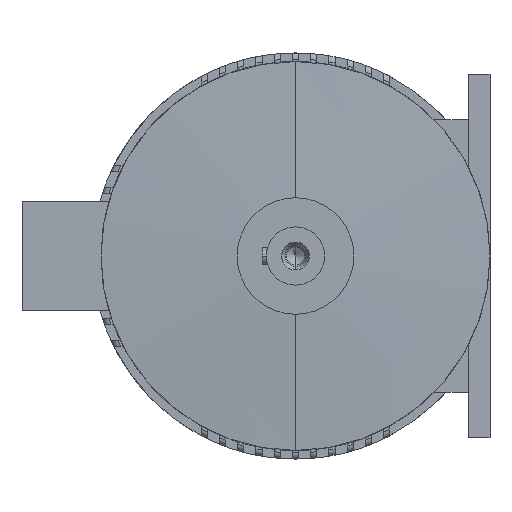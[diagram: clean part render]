
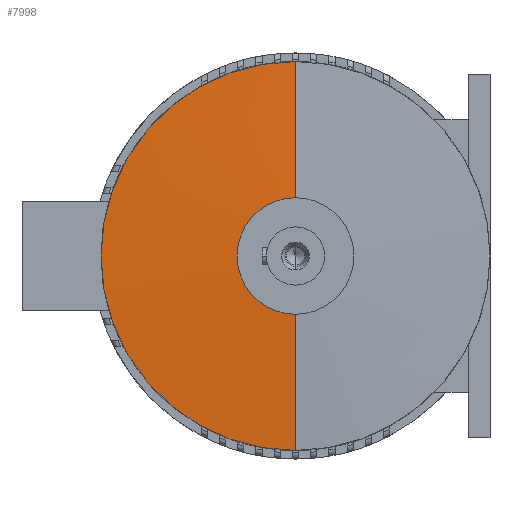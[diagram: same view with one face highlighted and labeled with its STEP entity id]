
A CAD part, left-side view. The second image highlights one B-rep face of the part: STEP entity #7998.
In plain terms, the highlighted conical face has half-angle 87.087 degrees and reference radius 160 mm.
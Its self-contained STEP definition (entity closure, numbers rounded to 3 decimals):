
#651 = CARTESIAN_POINT ( 'NONE',  ( 152.3, 0., -160. ) ) ;
#653 = CARTESIAN_POINT ( 'NONE',  ( 152.3, 0., 160. ) ) ;
#661 = CARTESIAN_POINT ( 'NONE',  ( 146.6, 0., -48. ) ) ;
#662 = CARTESIAN_POINT ( 'NONE',  ( 146.6, 0., 48. ) ) ;
#850 = VERTEX_POINT ( 'NONE', #662 ) ;
#851 = VERTEX_POINT ( 'NONE', #661 ) ;
#859 = VERTEX_POINT ( 'NONE', #653 ) ;
#861 = VERTEX_POINT ( 'NONE', #651 ) ;
#3123 = FACE_OUTER_BOUND ( 'NONE', #7648, .T. ) ;
#3129 = CONICAL_SURFACE ( 'NONE', #7210, 160., 1.52 ) ;
#3485 = LINE ( 'NONE', #4177, #3492 ) ;
#3492 = VECTOR ( 'NONE', #4176, 1000. ) ;
#3498 = LINE ( 'NONE', #4164, #3499 ) ;
#3499 = VECTOR ( 'NONE', #4163, 1000. ) ;
#3500 = CIRCLE ( 'NONE', #7057, 48. ) ;
#3502 = CIRCLE ( 'NONE', #7058, 160. ) ;
#4163 = DIRECTION ( 'NONE',  ( 0.051, 0., -0.999 ) ) ;
#4164 = CARTESIAN_POINT ( 'NONE',  ( 152.3, 0., -160. ) ) ;
#4165 = DIRECTION ( 'NONE',  ( 0., 0., 1. ) ) ;
#4166 = DIRECTION ( 'NONE',  ( -1., 0., 0. ) ) ;
#4170 = DIRECTION ( 'NONE',  ( 0., 0., 1. ) ) ;
#4171 = DIRECTION ( 'NONE',  ( -1., 0., 0. ) ) ;
#4173 = CARTESIAN_POINT ( 'NONE',  ( 146.6, 0., 0. ) ) ;
#4175 = CARTESIAN_POINT ( 'NONE',  ( 152.3, 0., 0. ) ) ;
#4176 = DIRECTION ( 'NONE',  ( 0.051, 0., 0.999 ) ) ;
#4177 = CARTESIAN_POINT ( 'NONE',  ( 152.3, 0., 160. ) ) ;
#6462 = EDGE_CURVE ( 'NONE', #850, #859, #3485, .T. ) ;
#6464 = EDGE_CURVE ( 'NONE', #850, #851, #3500, .T. ) ;
#6466 = EDGE_CURVE ( 'NONE', #859, #861, #3502, .T. ) ;
#6467 = EDGE_CURVE ( 'NONE', #851, #861, #3498, .T. ) ;
#6476 = ORIENTED_EDGE ( 'NONE', *, *, #6462, .T. ) ;
#6480 = ORIENTED_EDGE ( 'NONE', *, *, #6466, .T. ) ;
#6520 = ORIENTED_EDGE ( 'NONE', *, *, #6467, .F. ) ;
#6529 = ORIENTED_EDGE ( 'NONE', *, *, #6464, .F. ) ;
#7057 = AXIS2_PLACEMENT_3D ( 'NONE', #4173, #4171, #4170 ) ;
#7058 = AXIS2_PLACEMENT_3D ( 'NONE', #4175, #4166, #4165 ) ;
#7210 = AXIS2_PLACEMENT_3D ( 'NONE', #9284, #9283, #9288 ) ;
#7648 = EDGE_LOOP ( 'NONE', ( #6529, #6476, #6480, #6520 ) ) ;
#7998 = ADVANCED_FACE ( 'NONE', ( #3123 ), #3129, .T. ) ;
#9283 = DIRECTION ( 'NONE',  ( 1., 0., 0. ) ) ;
#9284 = CARTESIAN_POINT ( 'NONE',  ( 152.3, 0., 0. ) ) ;
#9288 = DIRECTION ( 'NONE',  ( 0., 0., -1. ) ) ;
